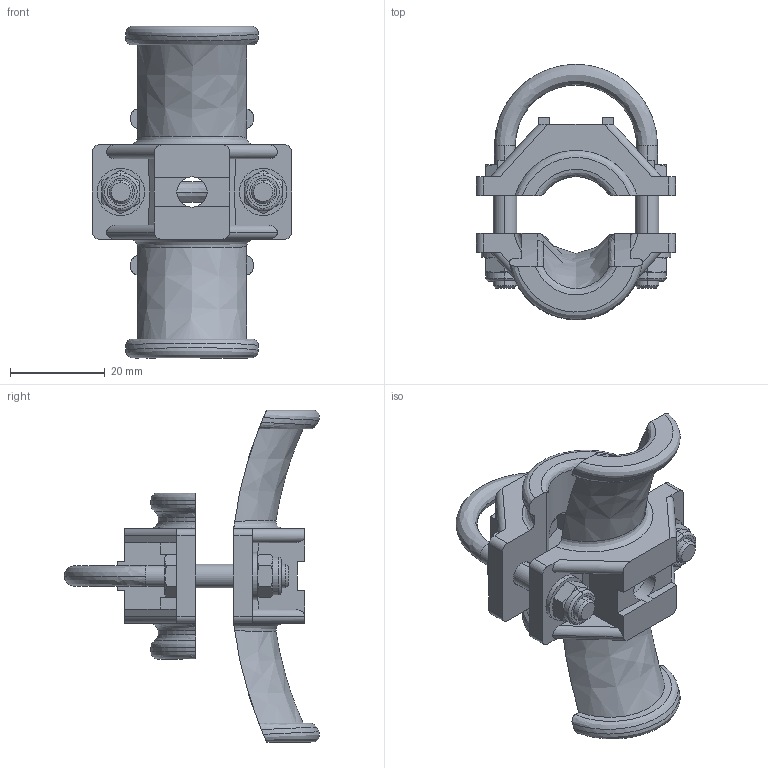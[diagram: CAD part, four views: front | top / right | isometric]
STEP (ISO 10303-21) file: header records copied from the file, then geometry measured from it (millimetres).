
FILE_DESCRIPTION (( 'STEP AP214' ), '1' );
FILE_NAME ('0020343.step', '2021-01-21T11:12:50', ( '' ), ( '' ), 'SwSTEP 2.0', 'SolidWorks 2018', '' );
FILE_SCHEMA (( 'AUTOMOTIVE_DESIGN' ));
Length unit declared in the file: millimetre
Products named in the file (1): 0020343
Bounding box: 42 x 53.81 x 70 mm (x, y, z)
Volume: 21311.1 mm3; surface area: 13787.2 mm2
Topology: 1 solids, 5 shells, 353 faces, 886 edges, 560 vertices
Faces by surface type: plane 153, cylinder 93, cone 68, bspline 39
Entity records: 17902 total; most frequent: CARTESIAN_POINT 5984, ORIENTED_EDGE 1768, DIRECTION 1548, EDGE_CURVE 884, AXIS2_PLACEMENT_3D 581, VERTEX_POINT 560, EDGE_LOOP 388, VECTOR 386
